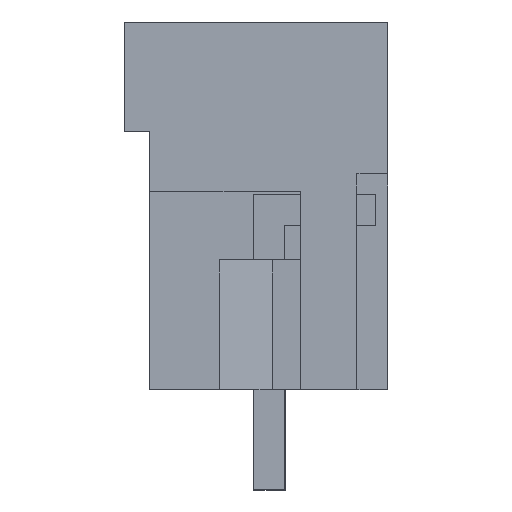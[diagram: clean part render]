
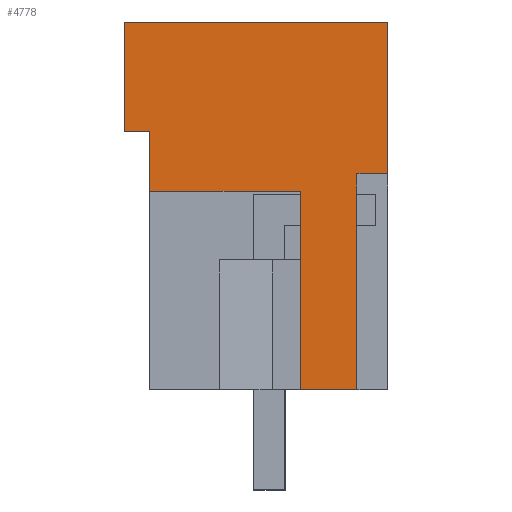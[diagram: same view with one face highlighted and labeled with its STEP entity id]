
A CAD part, left-side view. The second image highlights one B-rep face of the part: STEP entity #4778.
In plain terms, the highlighted planar face has unit normal (-1, 0, 0).
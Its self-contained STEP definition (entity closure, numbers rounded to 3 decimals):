
#4754=AXIS2_PLACEMENT_3D('Plane Axis2P3D',#4751,#4752,#4753) ;
#555=CARTESIAN_POINT('Vertex',(0.,8.405,14.95)) ;
#558=CARTESIAN_POINT('Line Origine',(0.,4.203,14.95)) ;
#562=CARTESIAN_POINT('Vertex',(0.,0.,14.95)) ;
#2572=CARTESIAN_POINT('Vertex',(0.,8.405,11.45)) ;
#2575=CARTESIAN_POINT('Line Origine',(0.,8.405,13.2)) ;
#3753=CARTESIAN_POINT('Vertex',(0.,2.785,9.55)) ;
#3758=CARTESIAN_POINT('Line Origine',(0.,5.193,9.55)) ;
#3762=CARTESIAN_POINT('Vertex',(0.,7.6,9.55)) ;
#3837=CARTESIAN_POINT('Vertex',(0.,2.785,3.2)) ;
#3840=CARTESIAN_POINT('Line Origine',(0.,2.785,6.375)) ;
#3872=CARTESIAN_POINT('Vertex',(0.,0.,10.096)) ;
#3877=CARTESIAN_POINT('Line Origine',(0.,0.489,10.096)) ;
#3881=CARTESIAN_POINT('Vertex',(0.,0.978,10.096)) ;
#3950=CARTESIAN_POINT('Vertex',(0.,0.978,3.2)) ;
#3953=CARTESIAN_POINT('Line Origine',(0.,1.881,3.2)) ;
#4348=CARTESIAN_POINT('Line Origine',(0.,7.6,10.5)) ;
#4352=CARTESIAN_POINT('Vertex',(0.,7.6,11.45)) ;
#4675=CARTESIAN_POINT('Line Origine',(0.,8.003,11.45)) ;
#4751=CARTESIAN_POINT('Axis2P3D Location',(0.,8.405,0.)) ;
#4756=CARTESIAN_POINT('Line Origine',(0.,0.978,6.648)) ;
#4761=CARTESIAN_POINT('Line Origine',(0.,0.,12.523)) ;
#559=DIRECTION('Vector Direction',(0.,1.,0.)) ;
#2576=DIRECTION('Vector Direction',(0.,0.,-1.)) ;
#3759=DIRECTION('Vector Direction',(0.,-1.,0.)) ;
#3841=DIRECTION('Vector Direction',(0.,0.,-1.)) ;
#3878=DIRECTION('Vector Direction',(0.,1.,0.)) ;
#3954=DIRECTION('Vector Direction',(0.,1.,0.)) ;
#4349=DIRECTION('Vector Direction',(0.,0.,-1.)) ;
#4676=DIRECTION('Vector Direction',(0.,1.,0.)) ;
#4752=DIRECTION('Axis2P3D Direction',(-1.,0.,0.)) ;
#4753=DIRECTION('Axis2P3D XDirection',(0.,-1.,0.)) ;
#4757=DIRECTION('Vector Direction',(0.,0.,-1.)) ;
#4762=DIRECTION('Vector Direction',(0.,0.,1.)) ;
#560=VECTOR('Line Direction',#559,1.) ;
#2577=VECTOR('Line Direction',#2576,1.) ;
#3760=VECTOR('Line Direction',#3759,1.) ;
#3842=VECTOR('Line Direction',#3841,1.) ;
#3879=VECTOR('Line Direction',#3878,1.) ;
#3955=VECTOR('Line Direction',#3954,1.) ;
#4350=VECTOR('Line Direction',#4349,1.) ;
#4677=VECTOR('Line Direction',#4676,1.) ;
#4758=VECTOR('Line Direction',#4757,1.) ;
#4763=VECTOR('Line Direction',#4762,1.) ;
#4767=ORIENTED_EDGE('',*,*,#3957,.T.) ;
#4768=ORIENTED_EDGE('',*,*,#4760,.F.) ;
#4769=ORIENTED_EDGE('',*,*,#3883,.F.) ;
#4770=ORIENTED_EDGE('',*,*,#4765,.T.) ;
#4771=ORIENTED_EDGE('',*,*,#564,.T.) ;
#4772=ORIENTED_EDGE('',*,*,#2579,.T.) ;
#4773=ORIENTED_EDGE('',*,*,#4679,.T.) ;
#4774=ORIENTED_EDGE('',*,*,#4354,.T.) ;
#4775=ORIENTED_EDGE('',*,*,#3764,.F.) ;
#4776=ORIENTED_EDGE('',*,*,#3844,.F.) ;
#4778=ADVANCED_FACE('HOUSING',(#4777),#4755,.T.) ;
#564=EDGE_CURVE('',#563,#556,#561,.T.) ;
#2579=EDGE_CURVE('',#556,#2573,#2578,.T.) ;
#3764=EDGE_CURVE('',#3754,#3763,#3761,.F.) ;
#3844=EDGE_CURVE('',#3838,#3754,#3843,.F.) ;
#3883=EDGE_CURVE('',#3873,#3882,#3880,.T.) ;
#3957=EDGE_CURVE('',#3838,#3951,#3956,.F.) ;
#4354=EDGE_CURVE('',#4353,#3763,#4351,.T.) ;
#4679=EDGE_CURVE('',#2573,#4353,#4678,.F.) ;
#4760=EDGE_CURVE('',#3882,#3951,#4759,.T.) ;
#4765=EDGE_CURVE('',#3873,#563,#4764,.T.) ;
#4766=EDGE_LOOP('',(#4767,#4768,#4769,#4770,#4771,#4772,#4773,#4774,#4775,#4776)) ;
#4777=FACE_OUTER_BOUND('',#4766,.T.) ;
#561=LINE('Line',#558,#560) ;
#2578=LINE('Line',#2575,#2577) ;
#3761=LINE('Line',#3758,#3760) ;
#3843=LINE('Line',#3840,#3842) ;
#3880=LINE('Line',#3877,#3879) ;
#3956=LINE('Line',#3953,#3955) ;
#4351=LINE('Line',#4348,#4350) ;
#4678=LINE('Line',#4675,#4677) ;
#4759=LINE('Line',#4756,#4758) ;
#4764=LINE('Line',#4761,#4763) ;
#4755=PLANE('',#4754) ;
#556=VERTEX_POINT('',#555) ;
#563=VERTEX_POINT('',#562) ;
#2573=VERTEX_POINT('',#2572) ;
#3754=VERTEX_POINT('',#3753) ;
#3763=VERTEX_POINT('',#3762) ;
#3838=VERTEX_POINT('',#3837) ;
#3873=VERTEX_POINT('',#3872) ;
#3882=VERTEX_POINT('',#3881) ;
#3951=VERTEX_POINT('',#3950) ;
#4353=VERTEX_POINT('',#4352) ;
